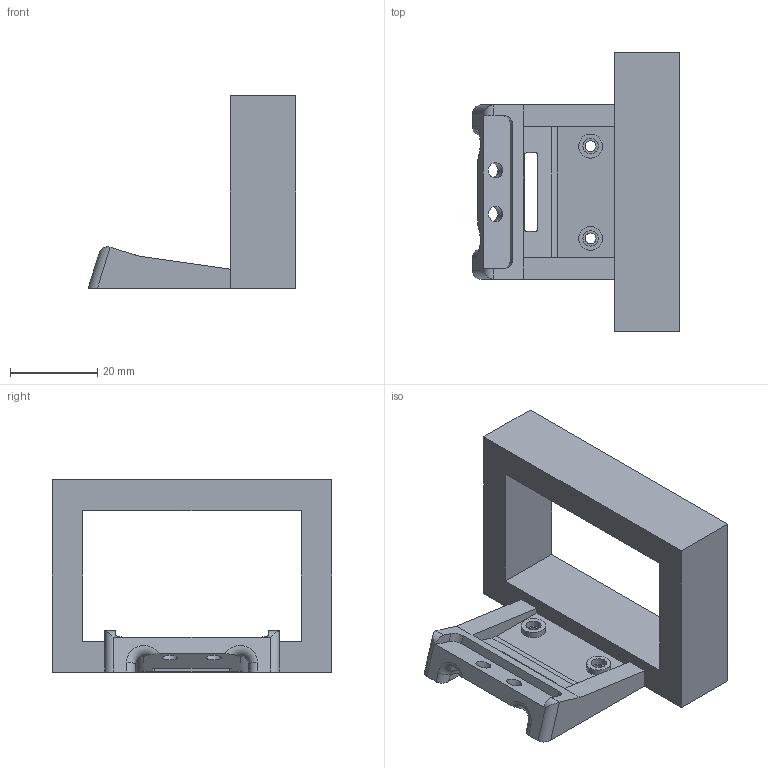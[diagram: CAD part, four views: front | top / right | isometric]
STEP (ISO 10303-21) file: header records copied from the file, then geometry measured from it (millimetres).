
FILE_DESCRIPTION(/* description */ (''),/* implementation_level */ '2;1');
FILE_NAME(/* name */ 'camera_mount_Vincenzo.stp',/* time_stamp */ '2021-08-10T08:18:03+02:00',/* author */ (''),/* organization */ (''),/* preprocessor_version */ 'ST-DEVELOPER v16.7',/* originating_system */ 'SIEMENS PLM Software NX 12.0',/* authorisation */ '');
FILE_SCHEMA (('AUTOMOTIVE_DESIGN { 1 0 10303 214 3 1 1 1 }'));
Length unit declared in the file: millimetre
Products named in the file (2): 5001-00_camera_mount; model1
Assembly tree (1 placements, depth 2):
  model1
    5001-00_camera_mount
Bounding box: 47.45 x 64 x 44 mm (x, y, z)
Volume: 26835.6 mm3; surface area: 13395.6 mm2
Topology: 2 solids, 2 shells, 78 faces, 205 edges, 138 vertices
Faces by surface type: plane 42, cylinder 32, torus 4
Full cylindrical faces by diameter (mm): 2.5 x4, 3.5 x6, 5.5 x4
Entity records: 2844 total; most frequent: CARTESIAN_POINT 447, DIRECTION 397, ORIENTED_EDGE 354, EDGE_CURVE 177, AXIS2_PLACEMENT_3D 146, VERTEX_POINT 124, EDGE_LOOP 115, LINE 105
